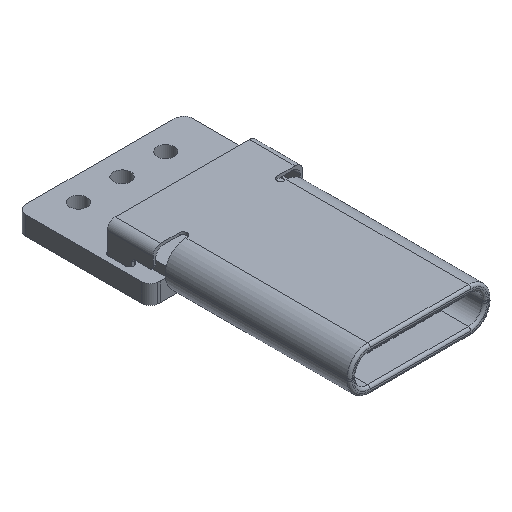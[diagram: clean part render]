
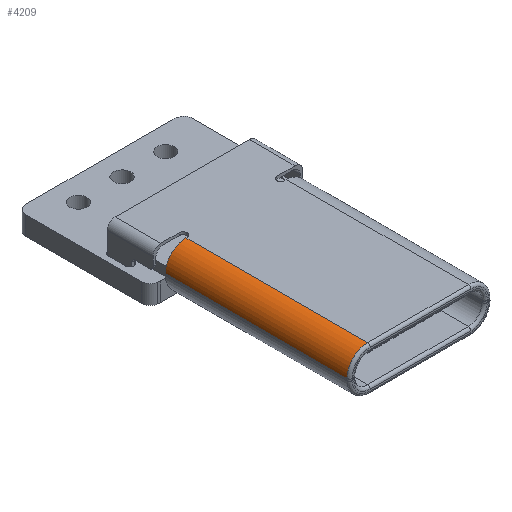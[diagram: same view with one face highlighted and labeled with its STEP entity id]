
A CAD part, isometric view. The second image highlights one B-rep face of the part: STEP entity #4209.
In plain terms, the highlighted free-form (B-spline) face has degree [2, 1] with [3, 2] control points.
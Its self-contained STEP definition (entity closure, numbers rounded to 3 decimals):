
#1753 = VERTEX_POINT('',#1754);
#1754 = CARTESIAN_POINT('',(-16.464,2.565,1.31));
#1768 = ( BOUNDED_SURFACE() B_SPLINE_SURFACE(2,2,(
    (#1769,#1770,#1771)
    ,(#1772,#1773,#1774)
    ,(#1775,#1776,#1777
)),.UNSPECIFIED.,.F.,.F.,.F.) B_SPLINE_SURFACE_WITH_KNOTS((3,3),(3,3),(
    1.571,3.142),(4.712,6.283),
.PIECEWISE_BEZIER_KNOTS.) GEOMETRIC_REPRESENTATION_ITEM() 
RATIONAL_B_SPLINE_SURFACE((
    (1.,0.707,1.)
    ,(0.707,0.5,0.707)
,(1.,0.707,1.))) REPRESENTATION_ITEM('') SURFACE() );
#1769 = CARTESIAN_POINT('',(-16.614,2.715,1.31));
#1770 = CARTESIAN_POINT('',(-16.464,2.715,1.31));
#1771 = CARTESIAN_POINT('',(-16.464,2.565,1.31));
#1772 = CARTESIAN_POINT('',(-16.614,2.715,2.36));
#1773 = CARTESIAN_POINT('',(-16.464,2.715,2.51));
#1774 = CARTESIAN_POINT('',(-16.464,2.565,2.51));
#1775 = CARTESIAN_POINT('',(-17.664,2.715,2.36));
#1776 = CARTESIAN_POINT('',(-17.664,2.715,2.51));
#1777 = CARTESIAN_POINT('',(-17.664,2.565,2.51));
#1798 = B_SPLINE_SURFACE_WITH_KNOTS('',1,1,(
    (#1799,#1800)
    ,(#1801,#1802
    )),.UNSPECIFIED.,.F.,.F.,.F.,(2,2),(2,2),(0.,10.55)
  ,(1.2,1.31),.PIECEWISE_BEZIER_KNOTS.);
#1799 = CARTESIAN_POINT('',(-16.464,-7.985,1.2));
#1800 = CARTESIAN_POINT('',(-16.464,-7.985,1.31));
#1801 = CARTESIAN_POINT('',(-16.464,2.565,1.2));
#1802 = CARTESIAN_POINT('',(-16.464,2.565,1.31));
#1835 = VERTEX_POINT('',#1836);
#1836 = CARTESIAN_POINT('',(-17.664,2.565,2.51));
#1864 = EDGE_CURVE('',#1835,#1753,#1865,.T.);
#1865 = SURFACE_CURVE('',#1866,(#1870,#1877),.PCURVE_S1.);
#1866 = ( BOUNDED_CURVE() B_SPLINE_CURVE(2,(#1867,#1868,#1869),
.UNSPECIFIED.,.F.,.F.) B_SPLINE_CURVE_WITH_KNOTS((3,3),(5.498,
7.069),.PIECEWISE_BEZIER_KNOTS.) CURVE() 
GEOMETRIC_REPRESENTATION_ITEM() RATIONAL_B_SPLINE_CURVE((1.,
0.707,1.)) REPRESENTATION_ITEM('') );
#1867 = CARTESIAN_POINT('',(-17.664,2.565,2.51));
#1868 = CARTESIAN_POINT('',(-16.464,2.565,2.51));
#1869 = CARTESIAN_POINT('',(-16.464,2.565,1.31));
#1870 = PCURVE('',#1768,#1871);
#1871 = DEFINITIONAL_REPRESENTATION('',(#1872),#1876);
#1872 = B_SPLINE_CURVE_WITH_KNOTS('',2,(#1873,#1874,#1875),
  .UNSPECIFIED.,.F.,.F.,(3,3),(5.498,7.069),
  .PIECEWISE_BEZIER_KNOTS.);
#1873 = CARTESIAN_POINT('',(3.142,6.283));
#1874 = CARTESIAN_POINT('',(2.356,6.283));
#1875 = CARTESIAN_POINT('',(1.571,6.283));
#1876 = ( GEOMETRIC_REPRESENTATION_CONTEXT(2) 
PARAMETRIC_REPRESENTATION_CONTEXT() REPRESENTATION_CONTEXT('2D SPACE',''
  ) );
#1877 = PCURVE('',#1878,#1885);
#1878 = ( BOUNDED_SURFACE() B_SPLINE_SURFACE(2,1,(
    (#1879,#1880)
    ,(#1881,#1882)
    ,(#1883,#1884
)),.UNSPECIFIED.,.F.,.F.,.F.) B_SPLINE_SURFACE_WITH_KNOTS((3,3),(2,2),(
    5.498,7.069),(-2.675,7.875),
.PIECEWISE_BEZIER_KNOTS.) GEOMETRIC_REPRESENTATION_ITEM() 
RATIONAL_B_SPLINE_SURFACE((
    (1.,1.)
    ,(0.707,0.707)
,(1.,1.))) REPRESENTATION_ITEM('') SURFACE() );
#1879 = CARTESIAN_POINT('',(-17.664,-7.985,2.51));
#1880 = CARTESIAN_POINT('',(-17.664,2.565,2.51));
#1881 = CARTESIAN_POINT('',(-16.464,-7.985,2.51));
#1882 = CARTESIAN_POINT('',(-16.464,2.565,2.51));
#1883 = CARTESIAN_POINT('',(-16.464,-7.985,1.31));
#1884 = CARTESIAN_POINT('',(-16.464,2.565,1.31));
#1885 = DEFINITIONAL_REPRESENTATION('',(#1886),#1890);
#1886 = B_SPLINE_CURVE_WITH_KNOTS('',2,(#1887,#1888,#1889),
  .UNSPECIFIED.,.F.,.F.,(3,3),(5.498,7.069),
  .PIECEWISE_BEZIER_KNOTS.);
#1887 = CARTESIAN_POINT('',(5.498,7.875));
#1888 = CARTESIAN_POINT('',(6.283,7.875));
#1889 = CARTESIAN_POINT('',(7.069,7.875));
#1890 = ( GEOMETRIC_REPRESENTATION_CONTEXT(2) 
PARAMETRIC_REPRESENTATION_CONTEXT() REPRESENTATION_CONTEXT('2D SPACE',''
  ) );
#1965 = B_SPLINE_SURFACE_WITH_KNOTS('',1,1,(
    (#1966,#1967)
    ,(#1968,#1969
    )),.UNSPECIFIED.,.F.,.F.,.F.,(2,2),(2,2),(-3.869,
    3.931),(-8.461,5.2),.PIECEWISE_BEZIER_KNOTS.);
#1966 = CARTESIAN_POINT('',(-24.457,-11.096,2.51));
#1967 = CARTESIAN_POINT('',(-24.457,2.565,2.51));
#1968 = CARTESIAN_POINT('',(-16.657,-11.096,2.51));
#1969 = CARTESIAN_POINT('',(-16.657,2.565,2.51));
#2161 = B_SPLINE_SURFACE_WITH_KNOTS('',1,1,(
    (#2162,#2163)
    ,(#2164,#2165
    )),.UNSPECIFIED.,.F.,.F.,.F.,(2,2),(2,2),(0.,8.25),(
    0.,2.51),.PIECEWISE_BEZIER_KNOTS.);
#2162 = CARTESIAN_POINT('',(-24.714,-7.985,
    0.));
#2163 = CARTESIAN_POINT('',(-24.714,-7.985,2.51));
#2164 = CARTESIAN_POINT('',(-16.464,-7.985,
    0.));
#2165 = CARTESIAN_POINT('',(-16.464,-7.985,2.51));
#2355 = VERTEX_POINT('',#2356);
#2356 = CARTESIAN_POINT('',(-17.664,-7.985,2.51));
#2374 = EDGE_CURVE('',#1835,#2355,#2375,.T.);
#2375 = SURFACE_CURVE('',#2376,(#2379,#2385),.PCURVE_S1.);
#2376 = B_SPLINE_CURVE_WITH_KNOTS('',1,(#2377,#2378),.UNSPECIFIED.,.F.,
  .F.,(2,2),(-7.875,2.675),.PIECEWISE_BEZIER_KNOTS.);
#2377 = CARTESIAN_POINT('',(-17.664,2.565,2.51));
#2378 = CARTESIAN_POINT('',(-17.664,-7.985,2.51));
#2379 = PCURVE('',#1965,#2380);
#2380 = DEFINITIONAL_REPRESENTATION('',(#2381),#2384);
#2381 = B_SPLINE_CURVE_WITH_KNOTS('',1,(#2382,#2383),.UNSPECIFIED.,.F.,
  .F.,(2,2),(-7.875,2.675),.PIECEWISE_BEZIER_KNOTS.);
#2382 = CARTESIAN_POINT('',(2.925,5.2));
#2383 = CARTESIAN_POINT('',(2.925,-5.35));
#2384 = ( GEOMETRIC_REPRESENTATION_CONTEXT(2) 
PARAMETRIC_REPRESENTATION_CONTEXT() REPRESENTATION_CONTEXT('2D SPACE',''
  ) );
#2385 = PCURVE('',#1878,#2386);
#2386 = DEFINITIONAL_REPRESENTATION('',(#2387),#2391);
#2387 = B_SPLINE_CURVE_WITH_KNOTS('',2,(#2388,#2389,#2390),
  .UNSPECIFIED.,.F.,.F.,(3,3),(-7.875,2.675),.PIECEWISE_BEZIER_KNOTS.);
#2388 = CARTESIAN_POINT('',(5.498,7.875));
#2389 = CARTESIAN_POINT('',(5.498,2.6));
#2390 = CARTESIAN_POINT('',(5.498,-2.675));
#2391 = ( GEOMETRIC_REPRESENTATION_CONTEXT(2) 
PARAMETRIC_REPRESENTATION_CONTEXT() REPRESENTATION_CONTEXT('2D SPACE',''
  ) );
#4170 = EDGE_CURVE('',#4171,#1753,#4173,.T.);
#4171 = VERTEX_POINT('',#4172);
#4172 = CARTESIAN_POINT('',(-16.464,-7.985,1.31));
#4173 = SURFACE_CURVE('',#4174,(#4177,#4183),.PCURVE_S1.);
#4174 = B_SPLINE_CURVE_WITH_KNOTS('',1,(#4175,#4176),.UNSPECIFIED.,.F.,
  .F.,(2,2),(-2.675,7.875),.PIECEWISE_BEZIER_KNOTS.);
#4175 = CARTESIAN_POINT('',(-16.464,-7.985,1.31));
#4176 = CARTESIAN_POINT('',(-16.464,2.565,1.31));
#4177 = PCURVE('',#1798,#4178);
#4178 = DEFINITIONAL_REPRESENTATION('',(#4179),#4182);
#4179 = B_SPLINE_CURVE_WITH_KNOTS('',1,(#4180,#4181),.UNSPECIFIED.,.F.,
  .F.,(2,2),(-2.675,7.875),.PIECEWISE_BEZIER_KNOTS.);
#4180 = CARTESIAN_POINT('',(0.,1.31));
#4181 = CARTESIAN_POINT('',(10.55,1.31));
#4182 = ( GEOMETRIC_REPRESENTATION_CONTEXT(2) 
PARAMETRIC_REPRESENTATION_CONTEXT() REPRESENTATION_CONTEXT('2D SPACE',''
  ) );
#4183 = PCURVE('',#1878,#4184);
#4184 = DEFINITIONAL_REPRESENTATION('',(#4185),#4189);
#4185 = B_SPLINE_CURVE_WITH_KNOTS('',2,(#4186,#4187,#4188),
  .UNSPECIFIED.,.F.,.F.,(3,3),(-2.675,7.875),.PIECEWISE_BEZIER_KNOTS.);
#4186 = CARTESIAN_POINT('',(7.069,-2.675));
#4187 = CARTESIAN_POINT('',(7.069,2.6));
#4188 = CARTESIAN_POINT('',(7.069,7.875));
#4189 = ( GEOMETRIC_REPRESENTATION_CONTEXT(2) 
PARAMETRIC_REPRESENTATION_CONTEXT() REPRESENTATION_CONTEXT('2D SPACE',''
  ) );
#4209 = ADVANCED_FACE('',(#4210),#1878,.T.);
#4210 = FACE_BOUND('',#4211,.T.);
#4211 = EDGE_LOOP('',(#4212,#4213,#4214,#4235));
#4212 = ORIENTED_EDGE('',*,*,#1864,.F.);
#4213 = ORIENTED_EDGE('',*,*,#2374,.T.);
#4214 = ORIENTED_EDGE('',*,*,#4215,.T.);
#4215 = EDGE_CURVE('',#2355,#4171,#4216,.T.);
#4216 = SURFACE_CURVE('',#4217,(#4221,#4228),.PCURVE_S1.);
#4217 = ( BOUNDED_CURVE() B_SPLINE_CURVE(2,(#4218,#4219,#4220),
.UNSPECIFIED.,.F.,.F.) B_SPLINE_CURVE_WITH_KNOTS((3,3),(5.498,
7.069),.PIECEWISE_BEZIER_KNOTS.) CURVE() 
GEOMETRIC_REPRESENTATION_ITEM() RATIONAL_B_SPLINE_CURVE((1.,
0.707,1.)) REPRESENTATION_ITEM('') );
#4218 = CARTESIAN_POINT('',(-17.664,-7.985,2.51));
#4219 = CARTESIAN_POINT('',(-16.464,-7.985,2.51));
#4220 = CARTESIAN_POINT('',(-16.464,-7.985,1.31));
#4221 = PCURVE('',#1878,#4222);
#4222 = DEFINITIONAL_REPRESENTATION('',(#4223),#4227);
#4223 = B_SPLINE_CURVE_WITH_KNOTS('',2,(#4224,#4225,#4226),
  .UNSPECIFIED.,.F.,.F.,(3,3),(5.498,7.069),
  .PIECEWISE_BEZIER_KNOTS.);
#4224 = CARTESIAN_POINT('',(5.498,-2.675));
#4225 = CARTESIAN_POINT('',(6.283,-2.675));
#4226 = CARTESIAN_POINT('',(7.069,-2.675));
#4227 = ( GEOMETRIC_REPRESENTATION_CONTEXT(2) 
PARAMETRIC_REPRESENTATION_CONTEXT() REPRESENTATION_CONTEXT('2D SPACE',''
  ) );
#4228 = PCURVE('',#2161,#4229);
#4229 = DEFINITIONAL_REPRESENTATION('',(#4230),#4234);
#4230 = ( BOUNDED_CURVE() B_SPLINE_CURVE(2,(#4231,#4232,#4233),
.UNSPECIFIED.,.F.,.F.) B_SPLINE_CURVE_WITH_KNOTS((3,3),(5.498,
7.069),.PIECEWISE_BEZIER_KNOTS.) CURVE() 
GEOMETRIC_REPRESENTATION_ITEM() RATIONAL_B_SPLINE_CURVE((1.,
0.707,1.)) REPRESENTATION_ITEM('') );
#4231 = CARTESIAN_POINT('',(7.05,2.51));
#4232 = CARTESIAN_POINT('',(8.25,2.51));
#4233 = CARTESIAN_POINT('',(8.25,1.31));
#4234 = ( GEOMETRIC_REPRESENTATION_CONTEXT(2) 
PARAMETRIC_REPRESENTATION_CONTEXT() REPRESENTATION_CONTEXT('2D SPACE',''
  ) );
#4235 = ORIENTED_EDGE('',*,*,#4170,.T.);
